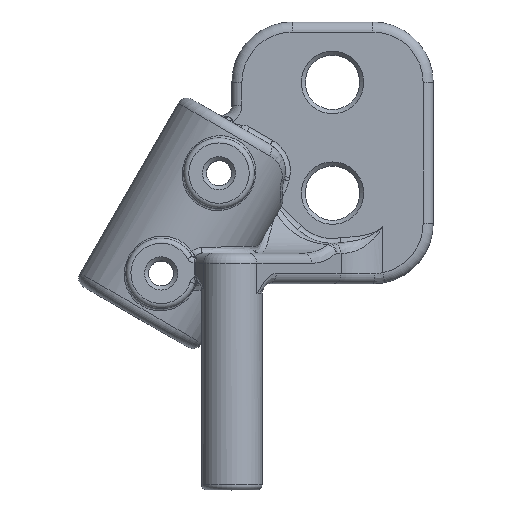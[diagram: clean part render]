
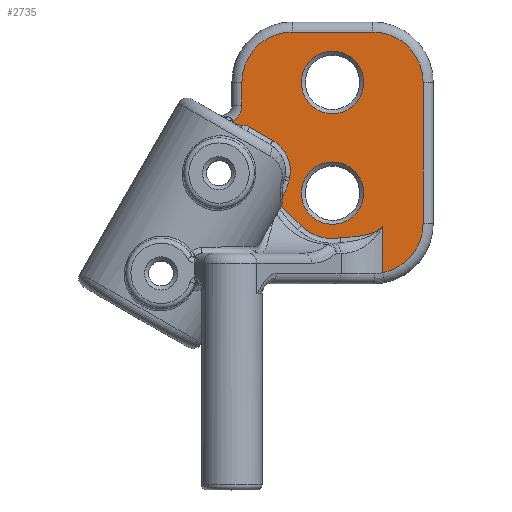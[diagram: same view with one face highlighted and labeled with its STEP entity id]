
A CAD part, top view. The second image highlights one B-rep face of the part: STEP entity #2735.
In plain terms, the highlighted planar face has unit normal (0, 0, 1).
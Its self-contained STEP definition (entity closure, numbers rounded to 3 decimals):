
#67=FACE_BOUND('',#668,.T.);
#68=FACE_BOUND('',#669,.T.);
#81=PLANE('',#3012);
#168=LINE('',#5238,#271);
#169=LINE('',#5248,#272);
#171=LINE('',#5260,#274);
#174=LINE('',#5317,#277);
#195=LINE('',#5923,#298);
#196=LINE('',#5948,#299);
#271=VECTOR('',#3349,10.);
#272=VECTOR('',#3362,10.);
#274=VECTOR('',#3376,10.);
#277=VECTOR('',#3401,10.);
#298=VECTOR('',#3592,10.);
#299=VECTOR('',#3593,10.);
#474=FACE_OUTER_BOUND('',#667,.T.);
#667=EDGE_LOOP('',(#2110,#2111,#2112,#2113,#2114,#2115,#2116,#2117,#2118,
#2119,#2120,#2121,#2122,#2123,#2124,#2125,#2126,#2127,#2128));
#668=EDGE_LOOP('',(#2129));
#669=EDGE_LOOP('',(#2130));
#807=B_SPLINE_CURVE_WITH_KNOTS('',3,(#5620,#5621,#5622,#5623,#5624,#5625,
#5626,#5627,#5628,#5629,#5630,#5631),.UNSPECIFIED.,.F.,.F.,(4,1,1,1,1,1,
1,2,4),(-0.444,-0.355,-0.267,-0.178,
-0.133,-0.089,-0.044,0.,0.001),
 .UNSPECIFIED.);
#814=B_SPLINE_CURVE_WITH_KNOTS('',3,(#5924,#5925,#5926,#5927),
 .UNSPECIFIED.,.F.,.F.,(4,4),(-0.316,0.),.UNSPECIFIED.);
#815=B_SPLINE_CURVE_WITH_KNOTS('',3,(#5929,#5930,#5931,#5932),
 .UNSPECIFIED.,.F.,.F.,(4,4),(0.,0.01),.UNSPECIFIED.);
#816=B_SPLINE_CURVE_WITH_KNOTS('',3,(#5934,#5935,#5936,#5937,#5938,#5939,
#5940),.UNSPECIFIED.,.F.,.F.,(4,1,1,1,4),(0.,0.018,0.035,
0.059,0.083),.UNSPECIFIED.);
#817=B_SPLINE_CURVE_WITH_KNOTS('',3,(#5942,#5943,#5944,#5945,#5946),
 .UNSPECIFIED.,.F.,.F.,(4,1,4),(-0.085,-0.042,
0.),.UNSPECIFIED.);
#818=B_SPLINE_CURVE_WITH_KNOTS('',3,(#5952,#5953,#5954,#5955),
 .UNSPECIFIED.,.F.,.F.,(4,4),(0.,0.035),.UNSPECIFIED.);
#819=B_SPLINE_CURVE_WITH_KNOTS('',3,(#5956,#5957,#5958,#5959),
 .UNSPECIFIED.,.F.,.F.,(4,4),(-0.144,0.),.UNSPECIFIED.);
#916=CIRCLE('',#2907,5.);
#920=CIRCLE('',#2913,5.);
#924=CIRCLE('',#2919,5.);
#941=CIRCLE('',#2948,4.5);
#945=CIRCLE('',#2955,3.1);
#946=CIRCLE('',#2957,3.1);
#975=CIRCLE('',#3011,2.);
#976=CIRCLE('',#3013,3.5);
#1147=VERTEX_POINT('',#5235);
#1148=VERTEX_POINT('',#5237);
#1149=VERTEX_POINT('',#5241);
#1151=VERTEX_POINT('',#5247);
#1153=VERTEX_POINT('',#5253);
#1155=VERTEX_POINT('',#5259);
#1157=VERTEX_POINT('',#5265);
#1163=VERTEX_POINT('',#5308);
#1179=VERTEX_POINT('',#5619);
#1180=VERTEX_POINT('',#5634);
#1183=VERTEX_POINT('',#5646);
#1184=VERTEX_POINT('',#5650);
#1203=VERTEX_POINT('',#5900);
#1205=VERTEX_POINT('',#5921);
#1206=VERTEX_POINT('',#5922);
#1207=VERTEX_POINT('',#5928);
#1208=VERTEX_POINT('',#5933);
#1209=VERTEX_POINT('',#5941);
#1210=VERTEX_POINT('',#5947);
#1211=VERTEX_POINT('',#5949);
#1212=VERTEX_POINT('',#5951);
#1420=EDGE_CURVE('',#1148,#1147,#168,.T.);
#1422=EDGE_CURVE('',#1149,#1148,#916,.T.);
#1425=EDGE_CURVE('',#1151,#1149,#169,.T.);
#1428=EDGE_CURVE('',#1153,#1151,#920,.T.);
#1431=EDGE_CURVE('',#1155,#1153,#171,.T.);
#1434=EDGE_CURVE('',#1157,#1155,#924,.T.);
#1445=EDGE_CURVE('',#1157,#1163,#174,.T.);
#1469=EDGE_CURVE('',#1179,#1163,#807,.T.);
#1471=EDGE_CURVE('',#1180,#1179,#941,.T.);
#1477=EDGE_CURVE('',#1183,#1183,#945,.T.);
#1479=EDGE_CURVE('',#1184,#1184,#946,.T.);
#1530=EDGE_CURVE('',#1147,#1203,#975,.T.);
#1533=EDGE_CURVE('',#1205,#1206,#195,.T.);
#1534=EDGE_CURVE('',#1206,#1180,#814,.T.);
#1535=EDGE_CURVE('',#1203,#1207,#815,.T.);
#1536=EDGE_CURVE('',#1207,#1208,#816,.T.);
#1537=EDGE_CURVE('',#1208,#1209,#817,.T.);
#1538=EDGE_CURVE('',#1209,#1210,#196,.T.);
#1539=EDGE_CURVE('',#1210,#1211,#976,.T.);
#1540=EDGE_CURVE('',#1211,#1212,#818,.T.);
#1541=EDGE_CURVE('',#1212,#1205,#819,.T.);
#2110=ORIENTED_EDGE('',*,*,#1533,.T.);
#2111=ORIENTED_EDGE('',*,*,#1534,.T.);
#2112=ORIENTED_EDGE('',*,*,#1471,.T.);
#2113=ORIENTED_EDGE('',*,*,#1469,.T.);
#2114=ORIENTED_EDGE('',*,*,#1445,.F.);
#2115=ORIENTED_EDGE('',*,*,#1434,.T.);
#2116=ORIENTED_EDGE('',*,*,#1431,.T.);
#2117=ORIENTED_EDGE('',*,*,#1428,.T.);
#2118=ORIENTED_EDGE('',*,*,#1425,.T.);
#2119=ORIENTED_EDGE('',*,*,#1422,.T.);
#2120=ORIENTED_EDGE('',*,*,#1420,.T.);
#2121=ORIENTED_EDGE('',*,*,#1530,.T.);
#2122=ORIENTED_EDGE('',*,*,#1535,.T.);
#2123=ORIENTED_EDGE('',*,*,#1536,.T.);
#2124=ORIENTED_EDGE('',*,*,#1537,.T.);
#2125=ORIENTED_EDGE('',*,*,#1538,.T.);
#2126=ORIENTED_EDGE('',*,*,#1539,.T.);
#2127=ORIENTED_EDGE('',*,*,#1540,.T.);
#2128=ORIENTED_EDGE('',*,*,#1541,.T.);
#2129=ORIENTED_EDGE('',*,*,#1479,.T.);
#2130=ORIENTED_EDGE('',*,*,#1477,.T.);
#2735=ADVANCED_FACE('',(#474,#67,#68),#81,.F.);
#2907=AXIS2_PLACEMENT_3D('',#5242,#3354,#3355);
#2913=AXIS2_PLACEMENT_3D('',#5254,#3368,#3369);
#2919=AXIS2_PLACEMENT_3D('',#5266,#3382,#3383);
#2948=AXIS2_PLACEMENT_3D('',#5635,#3442,#3443);
#2955=AXIS2_PLACEMENT_3D('',#5647,#3458,#3459);
#2957=AXIS2_PLACEMENT_3D('',#5651,#3463,#3464);
#3011=AXIS2_PLACEMENT_3D('',#5905,#3588,#3589);
#3012=AXIS2_PLACEMENT_3D('',#5920,#3590,#3591);
#3013=AXIS2_PLACEMENT_3D('',#5950,#3594,#3595);
#3349=DIRECTION('',(0.,-1.,0.));
#3354=DIRECTION('center_axis',(0.,0.,1.));
#3355=DIRECTION('ref_axis',(-0.707,0.707,0.));
#3362=DIRECTION('',(-1.,0.,0.));
#3368=DIRECTION('center_axis',(0.,0.,1.));
#3369=DIRECTION('ref_axis',(0.707,0.707,0.));
#3376=DIRECTION('',(0.,1.,0.));
#3382=DIRECTION('center_axis',(0.,0.,1.));
#3383=DIRECTION('ref_axis',(0.764,-0.645,0.));
#3401=DIRECTION('',(0.,1.,0.));
#3442=DIRECTION('center_axis',(0.,0.,1.));
#3443=DIRECTION('ref_axis',(-0.315,-0.949,0.));
#3458=DIRECTION('center_axis',(0.,0.,-1.));
#3459=DIRECTION('ref_axis',(1.,0.,0.));
#3463=DIRECTION('center_axis',(0.,0.,-1.));
#3464=DIRECTION('ref_axis',(1.,0.,0.));
#3588=DIRECTION('center_axis',(0.,0.,-1.));
#3589=DIRECTION('ref_axis',(0.5,-0.866,0.));
#3590=DIRECTION('center_axis',(0.,0.,-1.));
#3591=DIRECTION('ref_axis',(-1.,0.,0.));
#3592=DIRECTION('',(-0.5,-0.866,0.));
#3593=DIRECTION('',(0.866,-0.5,0.));
#3594=DIRECTION('center_axis',(0.,0.,-1.));
#3595=DIRECTION('ref_axis',(0.809,0.588,0.));
#5235=CARTESIAN_POINT('',(-19.,14.738,23.));
#5237=CARTESIAN_POINT('',(-19.,17.,23.));
#5238=CARTESIAN_POINT('',(-19.,6.503,23.));
#5241=CARTESIAN_POINT('',(-14.,22.,23.));
#5242=CARTESIAN_POINT('Origin',(-14.,17.,23.));
#5247=CARTESIAN_POINT('',(-6.,22.,23.));
#5248=CARTESIAN_POINT('',(-3.,22.,23.));
#5253=CARTESIAN_POINT('',(-1.,17.,23.));
#5254=CARTESIAN_POINT('Origin',(-6.,17.,23.));
#5259=CARTESIAN_POINT('',(-1.,3.,23.));
#5260=CARTESIAN_POINT('',(-1.,0.,23.));
#5265=CARTESIAN_POINT('',(-5.,-1.899,23.));
#5266=CARTESIAN_POINT('Origin',(-6.,3.,23.));
#5308=CARTESIAN_POINT('',(-5.,2.683,23.));
#5317=CARTESIAN_POINT('',(-5.,0.,23.));
#5619=CARTESIAN_POINT('',(-9.226,1.567,23.));
#5620=CARTESIAN_POINT('Ctrl Pts',(-9.226,1.567,23.));
#5621=CARTESIAN_POINT('Ctrl Pts',(-8.935,1.618,23.));
#5622=CARTESIAN_POINT('Ctrl Pts',(-8.343,1.662,23.));
#5623=CARTESIAN_POINT('Ctrl Pts',(-7.454,1.693,23.));
#5624=CARTESIAN_POINT('Ctrl Pts',(-6.717,1.808,23.));
#5625=CARTESIAN_POINT('Ctrl Pts',(-6.152,1.991,23.));
#5626=CARTESIAN_POINT('Ctrl Pts',(-5.745,2.173,23.));
#5627=CARTESIAN_POINT('Ctrl Pts',(-5.361,2.4,23.));
#5628=CARTESIAN_POINT('Ctrl Pts',(-5.124,2.579,23.));
#5629=CARTESIAN_POINT('Ctrl Pts',(-5.007,2.677,23.));
#5630=CARTESIAN_POINT('Ctrl Pts',(-5.004,2.68,23.));
#5631=CARTESIAN_POINT('Ctrl Pts',(-5.,2.683,23.));
#5634=CARTESIAN_POINT('',(-13.115,2.752,23.));
#5635=CARTESIAN_POINT('Origin',(-10.,6.,23.));
#5646=CARTESIAN_POINT('',(-13.1,17.,23.));
#5647=CARTESIAN_POINT('Origin',(-10.,17.,23.));
#5650=CARTESIAN_POINT('',(-13.1,6.,23.));
#5651=CARTESIAN_POINT('Origin',(-10.,6.,23.));
#5900=CARTESIAN_POINT('',(-19.852,13.101,23.));
#5905=CARTESIAN_POINT('Origin',(-21.,14.738,23.));
#5920=CARTESIAN_POINT('Origin',(0.,0.,23.));
#5921=CARTESIAN_POINT('',(-14.827,5.87,23.));
#5922=CARTESIAN_POINT('',(-15.334,4.992,23.));
#5923=CARTESIAN_POINT('',(-13.78,7.683,23.));
#5924=CARTESIAN_POINT('Ctrl Pts',(-15.334,4.992,23.));
#5925=CARTESIAN_POINT('Ctrl Pts',(-14.677,4.17,23.));
#5926=CARTESIAN_POINT('Ctrl Pts',(-13.874,3.481,23.));
#5927=CARTESIAN_POINT('Ctrl Pts',(-13.115,2.752,23.));
#5928=CARTESIAN_POINT('',(-19.788,13.018,23.));
#5929=CARTESIAN_POINT('Ctrl Pts',(-19.852,13.101,23.));
#5930=CARTESIAN_POINT('Ctrl Pts',(-19.83,13.074,23.));
#5931=CARTESIAN_POINT('Ctrl Pts',(-19.809,13.046,23.));
#5932=CARTESIAN_POINT('Ctrl Pts',(-19.788,13.018,23.));
#5933=CARTESIAN_POINT('',(-19.042,12.763,23.));
#5934=CARTESIAN_POINT('Ctrl Pts',(-19.788,13.018,23.));
#5935=CARTESIAN_POINT('Ctrl Pts',(-19.753,12.971,23.));
#5936=CARTESIAN_POINT('Ctrl Pts',(-19.675,12.88,23.));
#5937=CARTESIAN_POINT('Ctrl Pts',(-19.495,12.789,23.));
#5938=CARTESIAN_POINT('Ctrl Pts',(-19.277,12.77,23.));
#5939=CARTESIAN_POINT('Ctrl Pts',(-19.12,12.766,23.));
#5940=CARTESIAN_POINT('Ctrl Pts',(-19.042,12.763,23.));
#5941=CARTESIAN_POINT('',(-18.229,12.561,23.));
#5942=CARTESIAN_POINT('Ctrl Pts',(-19.042,12.763,23.));
#5943=CARTESIAN_POINT('Ctrl Pts',(-18.901,12.757,23.));
#5944=CARTESIAN_POINT('Ctrl Pts',(-18.619,12.73,23.));
#5945=CARTESIAN_POINT('Ctrl Pts',(-18.351,12.632,23.));
#5946=CARTESIAN_POINT('Ctrl Pts',(-18.229,12.561,23.));
#5947=CARTESIAN_POINT('',(-15.939,11.239,23.));
#5948=CARTESIAN_POINT('',(-8.821,7.13,23.));
#5949=CARTESIAN_POINT('',(-14.25,7.557,23.));
#5950=CARTESIAN_POINT('Origin',(-17.689,8.208,23.));
#5951=CARTESIAN_POINT('',(-14.334,7.218,23.));
#5952=CARTESIAN_POINT('Ctrl Pts',(-14.25,7.557,23.));
#5953=CARTESIAN_POINT('Ctrl Pts',(-14.272,7.443,23.));
#5954=CARTESIAN_POINT('Ctrl Pts',(-14.3,7.329,23.));
#5955=CARTESIAN_POINT('Ctrl Pts',(-14.334,7.218,23.));
#5956=CARTESIAN_POINT('Ctrl Pts',(-14.334,7.218,23.));
#5957=CARTESIAN_POINT('Ctrl Pts',(-14.475,6.759,23.));
#5958=CARTESIAN_POINT('Ctrl Pts',(-14.587,6.285,23.));
#5959=CARTESIAN_POINT('Ctrl Pts',(-14.827,5.87,23.));
